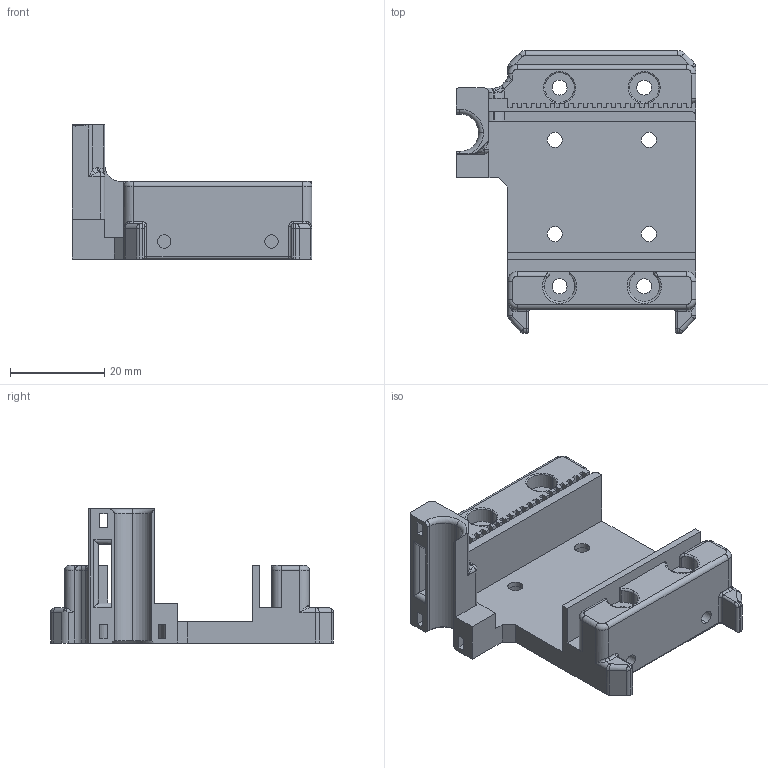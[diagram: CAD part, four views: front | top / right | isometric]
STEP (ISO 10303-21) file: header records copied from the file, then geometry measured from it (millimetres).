
FILE_DESCRIPTION (( 'STEP AP214' ), '1' );
FILE_NAME ('B_Carriage.STEP', '2024-10-12T22:38:34', ( '' ), ( '' ), 'SwSTEP 2.0', 'SolidWorks 2024', '' );
FILE_SCHEMA (( 'AUTOMOTIVE_DESIGN' ));
Length unit declared in the file: millimetre
Products named in the file (1): B_Carriage
Bounding box: 51 x 60.12 x 28.5 mm (x, y, z)
Volume: 21576.6 mm3; surface area: 12371.2 mm2
Topology: 1 solids, 1 shells, 315 faces, 848 edges, 530 vertices
Faces by surface type: plane 145, cylinder 113, torus 31, bspline 21, sphere 4, cone 1
Entity records: 10441 total; most frequent: CARTESIAN_POINT 2565, ORIENTED_EDGE 1676, DIRECTION 1623, EDGE_CURVE 838, AXIS2_PLACEMENT_3D 551, VERTEX_POINT 530, LINE 521, VECTOR 521
